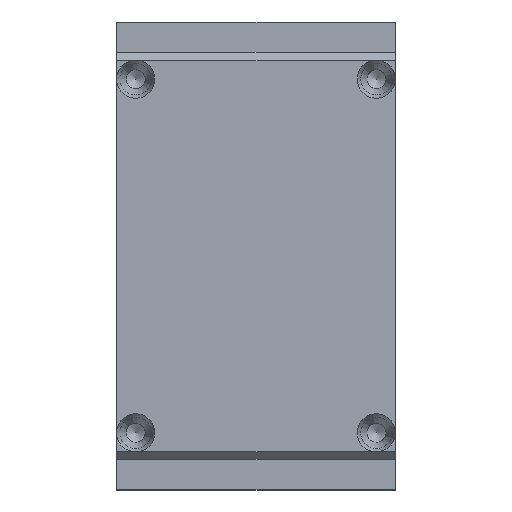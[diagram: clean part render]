
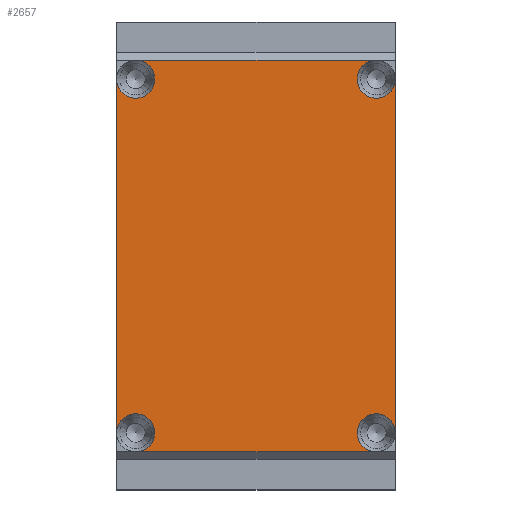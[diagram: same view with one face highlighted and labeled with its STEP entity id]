
A CAD part, top view. The second image highlights one B-rep face of the part: STEP entity #2657.
In plain terms, the highlighted planar face has unit normal (0, 0, 1).
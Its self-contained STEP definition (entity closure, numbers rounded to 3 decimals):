
#289=CIRCLE('',#2828,2.5);
#290=CIRCLE('',#2829,2.5);
#291=CIRCLE('',#2830,2.5);
#292=CIRCLE('',#2831,2.5);
#293=CIRCLE('',#2832,2.5);
#294=CIRCLE('',#2833,2.5);
#347=FACE_OUTER_BOUND('',#500,.T.);
#500=EDGE_LOOP('',(#1774,#1775,#1776,#1777,#1778,#1779,#1780,#1781,#1782,
#1783));
#674=LINE('',#3640,#878);
#679=LINE('',#3650,#883);
#683=LINE('',#3662,#887);
#684=LINE('',#3666,#888);
#878=VECTOR('',#3031,10.);
#883=VECTOR('',#3038,10.);
#887=VECTOR('',#3050,10.);
#888=VECTOR('',#3053,10.);
#1082=VERTEX_POINT('',#3637);
#1083=VERTEX_POINT('',#3639);
#1086=VERTEX_POINT('',#3647);
#1087=VERTEX_POINT('',#3649);
#1090=VERTEX_POINT('',#3659);
#1091=VERTEX_POINT('',#3661);
#1092=VERTEX_POINT('',#3663);
#1093=VERTEX_POINT('',#3665);
#1094=VERTEX_POINT('',#3667);
#1095=VERTEX_POINT('',#3670);
#1346=EDGE_CURVE('',#1082,#1083,#674,.T.);
#1351=EDGE_CURVE('',#1087,#1086,#679,.T.);
#1356=EDGE_CURVE('',#1082,#1090,#289,.T.);
#1357=EDGE_CURVE('',#1090,#1091,#683,.T.);
#1358=EDGE_CURVE('',#1091,#1092,#290,.T.);
#1359=EDGE_CURVE('',#1093,#1092,#684,.T.);
#1360=EDGE_CURVE('',#1093,#1094,#291,.T.);
#1361=EDGE_CURVE('',#1094,#1087,#292,.T.);
#1362=EDGE_CURVE('',#1086,#1095,#293,.T.);
#1363=EDGE_CURVE('',#1095,#1083,#294,.T.);
#1774=ORIENTED_EDGE('',*,*,#1346,.F.);
#1775=ORIENTED_EDGE('',*,*,#1356,.T.);
#1776=ORIENTED_EDGE('',*,*,#1357,.T.);
#1777=ORIENTED_EDGE('',*,*,#1358,.T.);
#1778=ORIENTED_EDGE('',*,*,#1359,.F.);
#1779=ORIENTED_EDGE('',*,*,#1360,.T.);
#1780=ORIENTED_EDGE('',*,*,#1361,.T.);
#1781=ORIENTED_EDGE('',*,*,#1351,.T.);
#1782=ORIENTED_EDGE('',*,*,#1362,.T.);
#1783=ORIENTED_EDGE('',*,*,#1363,.T.);
#2592=PLANE('',#2827);
#2657=ADVANCED_FACE('',(#347),#2592,.T.);
#2827=AXIS2_PLACEMENT_3D('',#3658,#3046,#3047);
#2828=AXIS2_PLACEMENT_3D('',#3660,#3048,#3049);
#2829=AXIS2_PLACEMENT_3D('',#3664,#3051,#3052);
#2830=AXIS2_PLACEMENT_3D('',#3668,#3054,#3055);
#2831=AXIS2_PLACEMENT_3D('',#3669,#3056,#3057);
#2832=AXIS2_PLACEMENT_3D('',#3671,#3058,#3059);
#2833=AXIS2_PLACEMENT_3D('',#3672,#3060,#3061);
#3031=DIRECTION('',(1.,0.,0.));
#3038=DIRECTION('',(0.,1.,0.));
#3046=DIRECTION('center_axis',(0.,0.,1.));
#3047=DIRECTION('ref_axis',(1.,0.,0.));
#3048=DIRECTION('center_axis',(0.,0.,-1.));
#3049=DIRECTION('ref_axis',(1.,0.,0.));
#3050=DIRECTION('',(0.,-1.,0.));
#3051=DIRECTION('center_axis',(0.,0.,-1.));
#3052=DIRECTION('ref_axis',(1.,0.,0.));
#3053=DIRECTION('',(-1.,0.,0.));
#3054=DIRECTION('center_axis',(0.,0.,-1.));
#3055=DIRECTION('ref_axis',(1.,0.,0.));
#3056=DIRECTION('center_axis',(0.,0.,-1.));
#3057=DIRECTION('ref_axis',(1.,0.,0.));
#3058=DIRECTION('center_axis',(0.,0.,-1.));
#3059=DIRECTION('ref_axis',(1.,0.,0.));
#3060=DIRECTION('center_axis',(0.,0.,-1.));
#3061=DIRECTION('ref_axis',(1.,0.,0.));
#3637=CARTESIAN_POINT('',(1.5,45.4,14.97));
#3639=CARTESIAN_POINT('',(33.1,45.4,14.97));
#3640=CARTESIAN_POINT('',(26.45,45.4,14.97));
#3647=CARTESIAN_POINT('',(35.6,42.9,14.97));
#3649=CARTESIAN_POINT('',(35.6,-3.5,14.97));
#3650=CARTESIAN_POINT('',(35.6,46.4,14.97));
#3658=CARTESIAN_POINT('Origin',(17.3,19.7,14.97));
#3659=CARTESIAN_POINT('',(-1.,42.9,14.97));
#3660=CARTESIAN_POINT('Origin',(1.5,42.9,14.97));
#3661=CARTESIAN_POINT('',(-1.,-3.5,14.97));
#3662=CARTESIAN_POINT('',(-1.,-7.,14.97));
#3663=CARTESIAN_POINT('',(1.5,-6.,14.97));
#3664=CARTESIAN_POINT('Origin',(1.5,-3.5,14.97));
#3665=CARTESIAN_POINT('',(33.1,-6.,14.97));
#3666=CARTESIAN_POINT('',(8.15,-6.,14.97));
#3667=CARTESIAN_POINT('',(30.6,-3.5,14.97));
#3668=CARTESIAN_POINT('Origin',(33.1,-3.5,14.97));
#3669=CARTESIAN_POINT('Origin',(33.1,-3.5,14.97));
#3670=CARTESIAN_POINT('',(30.6,42.9,14.97));
#3671=CARTESIAN_POINT('Origin',(33.1,42.9,14.97));
#3672=CARTESIAN_POINT('Origin',(33.1,42.9,14.97));
